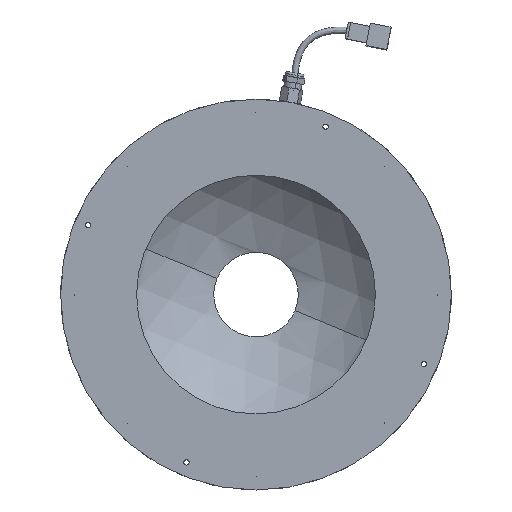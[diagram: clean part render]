
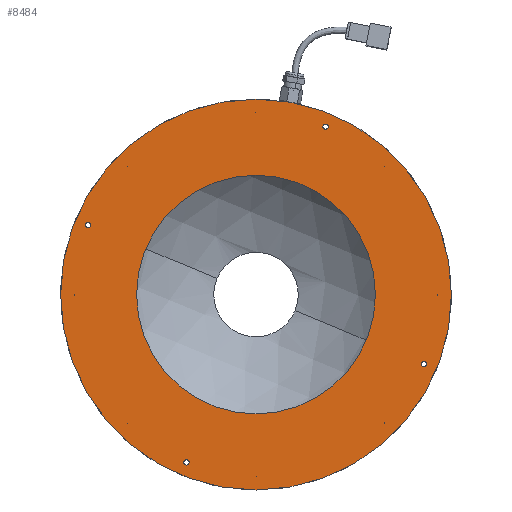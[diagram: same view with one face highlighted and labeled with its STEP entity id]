
A CAD part, front view. The second image highlights one B-rep face of the part: STEP entity #8484.
In plain terms, the highlighted planar face has unit normal (0, -1, 0).
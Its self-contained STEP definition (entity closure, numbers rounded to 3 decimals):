
#52 = ORIENTED_EDGE ( 'NONE', *, *, #456, .F. ) ;
#136 = VERTEX_POINT ( 'NONE', #9540 ) ;
#331 = AXIS2_PLACEMENT_3D ( 'NONE', #4436, #3705, #9769 ) ;
#340 = CIRCLE ( 'NONE', #6006, 1.25 ) ;
#352 = DIRECTION ( 'NONE',  ( 0., 0., -1. ) ) ;
#456 = EDGE_CURVE ( 'NONE', #9701, #5810, #2799, .T. ) ;
#521 = EDGE_LOOP ( 'NONE', ( #4966, #9193 ) ) ;
#579 = AXIS2_PLACEMENT_3D ( 'NONE', #9862, #9036, #3024 ) ;
#607 = PLANE ( 'NONE',  #579 ) ;
#709 = CIRCLE ( 'NONE', #6469, 1.25 ) ;
#1063 = ORIENTED_EDGE ( 'NONE', *, *, #9252, .T. ) ;
#1081 = EDGE_LOOP ( 'NONE', ( #4637, #2682 ) ) ;
#1093 = DIRECTION ( 'NONE',  ( 0., -1., 0. ) ) ;
#1149 = CARTESIAN_POINT ( 'NONE',  ( -32.911, 0., -79.454 ) ) ;
#1153 = VERTEX_POINT ( 'NONE', #5878 ) ;
#1171 = DIRECTION ( 'NONE',  ( 0., 0., -1. ) ) ;
#1213 = ORIENTED_EDGE ( 'NONE', *, *, #7587, .T. ) ;
#1271 = CARTESIAN_POINT ( 'NONE',  ( 32.911, 0., 79.454 ) ) ;
#1291 = CARTESIAN_POINT ( 'NONE',  ( 0., 0., 56.5 ) ) ;
#1384 = DIRECTION ( 'NONE',  ( 0., 0., 1. ) ) ;
#1561 = CARTESIAN_POINT ( 'NONE',  ( 0., 0., 0. ) ) ;
#1747 = FACE_BOUND ( 'NONE', #521, .T. ) ;
#1786 = ORIENTED_EDGE ( 'NONE', *, *, #5054, .T. ) ;
#1866 = DIRECTION ( 'NONE',  ( 0., 0., -1. ) ) ;
#1973 = CARTESIAN_POINT ( 'NONE',  ( 0., 0., 0. ) ) ;
#2175 = DIRECTION ( 'NONE',  ( 1., 0., 0. ) ) ;
#2180 = CARTESIAN_POINT ( 'NONE',  ( -32.911, 0., -80.704 ) ) ;
#2236 = CARTESIAN_POINT ( 'NONE',  ( 79.454, 0., -32.911 ) ) ;
#2267 = VERTEX_POINT ( 'NONE', #7940 ) ;
#2399 = CARTESIAN_POINT ( 'NONE',  ( 0., 0., -92.5 ) ) ;
#2598 = EDGE_CURVE ( 'NONE', #8912, #136, #6002, .T. ) ;
#2660 = DIRECTION ( 'NONE',  ( 0., 1., 0. ) ) ;
#2682 = ORIENTED_EDGE ( 'NONE', *, *, #6190, .T. ) ;
#2709 = VERTEX_POINT ( 'NONE', #6214 ) ;
#2721 = EDGE_LOOP ( 'NONE', ( #8795, #1786 ) ) ;
#2748 = DIRECTION ( 'NONE',  ( 0., 0., -1. ) ) ;
#2772 = DIRECTION ( 'NONE',  ( 0., 1., 0. ) ) ;
#2799 = CIRCLE ( 'NONE', #2976, 56.5 ) ;
#2895 = AXIS2_PLACEMENT_3D ( 'NONE', #9452, #2660, #352 ) ;
#2976 = AXIS2_PLACEMENT_3D ( 'NONE', #4169, #1093, #1866 ) ;
#3024 = DIRECTION ( 'NONE',  ( 0., 0., 1. ) ) ;
#3029 = AXIS2_PLACEMENT_3D ( 'NONE', #1271, #5860, #5042 ) ;
#3219 = CIRCLE ( 'NONE', #8099, 1.25 ) ;
#3670 = FACE_BOUND ( 'NONE', #7046, .T. ) ;
#3690 = CARTESIAN_POINT ( 'NONE',  ( 32.911, 0., 79.454 ) ) ;
#3705 = DIRECTION ( 'NONE',  ( 0., -1., 0. ) ) ;
#3900 = FACE_OUTER_BOUND ( 'NONE', #2721, .T. ) ;
#4130 = FACE_BOUND ( 'NONE', #5364, .T. ) ;
#4169 = CARTESIAN_POINT ( 'NONE',  ( 0., 0., 0. ) ) ;
#4201 = VERTEX_POINT ( 'NONE', #8468 ) ;
#4383 = DIRECTION ( 'NONE',  ( 1., 0., 0. ) ) ;
#4436 = CARTESIAN_POINT ( 'NONE',  ( 0., 0., 0. ) ) ;
#4458 = CIRCLE ( 'NONE', #4915, 92.5 ) ;
#4462 = DIRECTION ( 'NONE',  ( 0., 1., 0. ) ) ;
#4604 = DIRECTION ( 'NONE',  ( 0., 1., 0. ) ) ;
#4637 = ORIENTED_EDGE ( 'NONE', *, *, #6878, .T. ) ;
#4794 = DIRECTION ( 'NONE',  ( 0., -1., 0. ) ) ;
#4915 = AXIS2_PLACEMENT_3D ( 'NONE', #1973, #9642, #1171 ) ;
#4922 = CIRCLE ( 'NONE', #2895, 1.25 ) ;
#4966 = ORIENTED_EDGE ( 'NONE', *, *, #9643, .T. ) ;
#5021 = CIRCLE ( 'NONE', #331, 92.5 ) ;
#5042 = DIRECTION ( 'NONE',  ( 0., 0., 1. ) ) ;
#5054 = EDGE_CURVE ( 'NONE', #2267, #8790, #4458, .T. ) ;
#5364 = EDGE_LOOP ( 'NONE', ( #52, #6504 ) ) ;
#5550 = CIRCLE ( 'NONE', #6875, 1.25 ) ;
#5699 = FACE_BOUND ( 'NONE', #1081, .T. ) ;
#5810 = VERTEX_POINT ( 'NONE', #1291 ) ;
#5860 = DIRECTION ( 'NONE',  ( 0., 1., 0. ) ) ;
#5878 = CARTESIAN_POINT ( 'NONE',  ( 78.204, 0., -32.911 ) ) ;
#6002 = CIRCLE ( 'NONE', #7431, 1.25 ) ;
#6006 = AXIS2_PLACEMENT_3D ( 'NONE', #8529, #4604, #6948 ) ;
#6190 = EDGE_CURVE ( 'NONE', #4201, #8451, #5550, .T. ) ;
#6193 = FACE_BOUND ( 'NONE', #8329, .T. ) ;
#6214 = CARTESIAN_POINT ( 'NONE',  ( 32.911, 0., 80.704 ) ) ;
#6297 = EDGE_CURVE ( 'NONE', #5810, #9701, #7341, .T. ) ;
#6469 = AXIS2_PLACEMENT_3D ( 'NONE', #6641, #2772, #4383 ) ;
#6504 = ORIENTED_EDGE ( 'NONE', *, *, #6297, .F. ) ;
#6632 = EDGE_CURVE ( 'NONE', #6975, #2709, #9615, .T. ) ;
#6641 = CARTESIAN_POINT ( 'NONE',  ( 79.454, 0., -32.911 ) ) ;
#6774 = DIRECTION ( 'NONE',  ( 0., 1., 0. ) ) ;
#6875 = AXIS2_PLACEMENT_3D ( 'NONE', #1149, #7336, #2748 ) ;
#6878 = EDGE_CURVE ( 'NONE', #8451, #4201, #4922, .T. ) ;
#6948 = DIRECTION ( 'NONE',  ( -1., 0., 0. ) ) ;
#6975 = VERTEX_POINT ( 'NONE', #7384 ) ;
#7046 = EDGE_LOOP ( 'NONE', ( #7421, #7780 ) ) ;
#7178 = AXIS2_PLACEMENT_3D ( 'NONE', #1561, #4794, #8888 ) ;
#7336 = DIRECTION ( 'NONE',  ( 0., 1., 0. ) ) ;
#7341 = CIRCLE ( 'NONE', #7178, 56.5 ) ;
#7384 = CARTESIAN_POINT ( 'NONE',  ( 32.911, 0., 78.204 ) ) ;
#7421 = ORIENTED_EDGE ( 'NONE', *, *, #7515, .T. ) ;
#7431 = AXIS2_PLACEMENT_3D ( 'NONE', #9003, #4462, #9829 ) ;
#7445 = CIRCLE ( 'NONE', #3029, 1.25 ) ;
#7515 = EDGE_CURVE ( 'NONE', #2709, #6975, #7445, .T. ) ;
#7587 = EDGE_CURVE ( 'NONE', #8934, #1153, #709, .T. ) ;
#7598 = DIRECTION ( 'NONE',  ( 0., 1., 0. ) ) ;
#7780 = ORIENTED_EDGE ( 'NONE', *, *, #6632, .T. ) ;
#7940 = CARTESIAN_POINT ( 'NONE',  ( 0., 0., 92.5 ) ) ;
#8099 = AXIS2_PLACEMENT_3D ( 'NONE', #2236, #7598, #2175 ) ;
#8329 = EDGE_LOOP ( 'NONE', ( #1213, #1063 ) ) ;
#8417 = CARTESIAN_POINT ( 'NONE',  ( -78.204, 0., 32.911 ) ) ;
#8451 = VERTEX_POINT ( 'NONE', #2180 ) ;
#8468 = CARTESIAN_POINT ( 'NONE',  ( -32.911, 0., -78.204 ) ) ;
#8484 = ADVANCED_FACE ( 'NONE', ( #6193, #5699, #1747, #3670, #4130, #3900 ), #607, .F. ) ;
#8529 = CARTESIAN_POINT ( 'NONE',  ( -79.454, 0., 32.911 ) ) ;
#8609 = CARTESIAN_POINT ( 'NONE',  ( 80.704, 0., -32.911 ) ) ;
#8790 = VERTEX_POINT ( 'NONE', #2399 ) ;
#8795 = ORIENTED_EDGE ( 'NONE', *, *, #9499, .T. ) ;
#8888 = DIRECTION ( 'NONE',  ( 0., 0., -1. ) ) ;
#8912 = VERTEX_POINT ( 'NONE', #8417 ) ;
#8934 = VERTEX_POINT ( 'NONE', #8609 ) ;
#9003 = CARTESIAN_POINT ( 'NONE',  ( -79.454, 0., 32.911 ) ) ;
#9036 = DIRECTION ( 'NONE',  ( 0., 1., 0. ) ) ;
#9193 = ORIENTED_EDGE ( 'NONE', *, *, #2598, .T. ) ;
#9252 = EDGE_CURVE ( 'NONE', #1153, #8934, #3219, .T. ) ;
#9304 = AXIS2_PLACEMENT_3D ( 'NONE', #3690, #6774, #1384 ) ;
#9349 = CARTESIAN_POINT ( 'NONE',  ( 0., 0., -56.5 ) ) ;
#9452 = CARTESIAN_POINT ( 'NONE',  ( -32.911, 0., -79.454 ) ) ;
#9499 = EDGE_CURVE ( 'NONE', #8790, #2267, #5021, .T. ) ;
#9540 = CARTESIAN_POINT ( 'NONE',  ( -80.704, 0., 32.911 ) ) ;
#9615 = CIRCLE ( 'NONE', #9304, 1.25 ) ;
#9642 = DIRECTION ( 'NONE',  ( 0., -1., 0. ) ) ;
#9643 = EDGE_CURVE ( 'NONE', #136, #8912, #340, .T. ) ;
#9701 = VERTEX_POINT ( 'NONE', #9349 ) ;
#9769 = DIRECTION ( 'NONE',  ( 0., 0., -1. ) ) ;
#9829 = DIRECTION ( 'NONE',  ( -1., 0., 0. ) ) ;
#9862 = CARTESIAN_POINT ( 'NONE',  ( -56.5, 0., 0. ) ) ;
